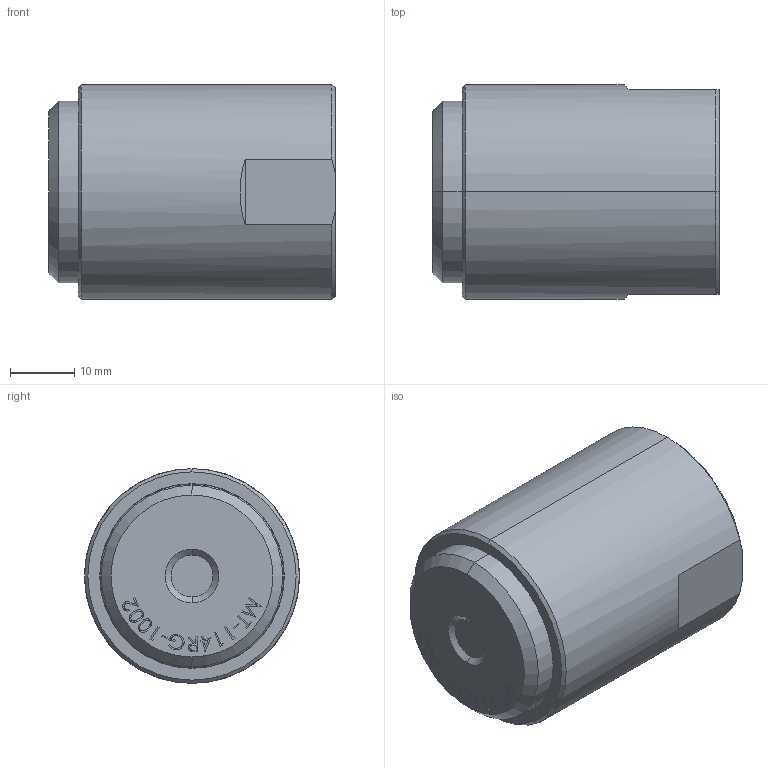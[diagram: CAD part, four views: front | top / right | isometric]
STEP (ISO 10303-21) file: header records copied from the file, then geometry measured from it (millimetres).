
FILE_DESCRIPTION (( 'STEP AP203' ), '1' );
FILE_NAME ('MT-114RG-1002.step', '2019-10-25T17:02:04', ( '' ), ( '' ), 'SwSTEP 2.0', 'SolidWorks 2020', '' );
FILE_SCHEMA (( 'CONFIG_CONTROL_DESIGN' ));
Length unit declared in the file: inch
Products named in the file (1): MT-114RG-1002
Bounding box: 44.45 x 33.34 x 33.34 mm (x, y, z)
Volume: 29159.2 mm3; surface area: 14735.4 mm2
Topology: 10 solids, 10 shells, 245 faces, 622 edges, 408 vertices
Faces by surface type: plane 116, cylinder 41, bspline 41, cone 29, sphere 12, torus 6
Entity records: 11770 total; most frequent: CARTESIAN_POINT 6284, ORIENTED_EDGE 1184, DIRECTION 970, EDGE_CURVE 592, VERTEX_POINT 390, LINE 356, VECTOR 356, AXIS2_PLACEMENT_3D 307
